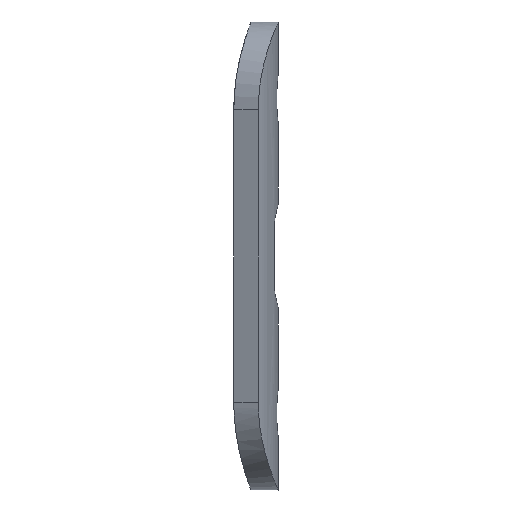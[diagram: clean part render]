
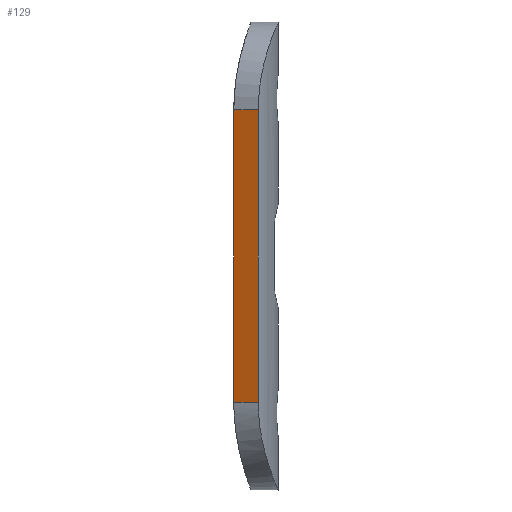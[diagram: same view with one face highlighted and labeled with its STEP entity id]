
A CAD part, left-side view. The second image highlights one B-rep face of the part: STEP entity #129.
In plain terms, the highlighted planar face has unit normal (-0.902, 0.431, 0).
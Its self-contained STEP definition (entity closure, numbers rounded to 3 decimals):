
#28 = FACE_OUTER_BOUND ( 'NONE', #1046, .T. ) ;
#78 = EDGE_CURVE ( 'NONE', #1449, #1360, #860, .T. ) ;
#129 = ADVANCED_FACE ( 'NONE', ( #28 ), #878, .T. ) ;
#133 = ORIENTED_EDGE ( 'NONE', *, *, #668, .T. ) ;
#162 = VERTEX_POINT ( 'NONE', #999 ) ;
#165 = DIRECTION ( 'NONE',  ( 0., 0., 1. ) ) ;
#311 = DIRECTION ( 'NONE',  ( 0., 0., 1. ) ) ;
#362 = CARTESIAN_POINT ( 'NONE',  ( -12., -0.982, -20. ) ) ;
#423 = ORIENTED_EDGE ( 'NONE', *, *, #532, .F. ) ;
#512 = CARTESIAN_POINT ( 'NONE',  ( -12., -0.982, 0. ) ) ;
#532 = EDGE_CURVE ( 'NONE', #1360, #893, #1031, .T. ) ;
#593 = DIRECTION ( 'NONE',  ( 0.431, 0.902, 0. ) ) ;
#646 = LINE ( 'NONE', #1246, #1149 ) ;
#668 = EDGE_CURVE ( 'NONE', #162, #893, #646, .T. ) ;
#672 = CARTESIAN_POINT ( 'NONE',  ( -10.406, 2.357, 37. ) ) ;
#860 = LINE ( 'NONE', #362, #1408 ) ;
#878 = PLANE ( 'NONE',  #1186 ) ;
#889 = DIRECTION ( 'NONE',  ( 0.431, 0.902, 0. ) ) ;
#893 = VERTEX_POINT ( 'NONE', #1079 ) ;
#913 = LINE ( 'NONE', #1413, #1242 ) ;
#990 = VECTOR ( 'NONE', #165, 1000. ) ;
#999 = CARTESIAN_POINT ( 'NONE',  ( -12., -0.982, 20. ) ) ;
#1004 = DIRECTION ( 'NONE',  ( -0.902, 0.431, 0. ) ) ;
#1031 = LINE ( 'NONE', #672, #990 ) ;
#1046 = EDGE_LOOP ( 'NONE', ( #1529, #1289, #133, #423 ) ) ;
#1079 = CARTESIAN_POINT ( 'NONE',  ( -10.406, 2.357, 20. ) ) ;
#1149 = VECTOR ( 'NONE', #889, 1000. ) ;
#1186 = AXIS2_PLACEMENT_3D ( 'NONE', #512, #1004, #1498 ) ;
#1242 = VECTOR ( 'NONE', #311, 1000. ) ;
#1246 = CARTESIAN_POINT ( 'NONE',  ( -12., -0.982, 20. ) ) ;
#1258 = CARTESIAN_POINT ( 'NONE',  ( -12., -0.982, -20. ) ) ;
#1274 = CARTESIAN_POINT ( 'NONE',  ( -10.406, 2.357, -20. ) ) ;
#1289 = ORIENTED_EDGE ( 'NONE', *, *, #1431, .T. ) ;
#1360 = VERTEX_POINT ( 'NONE', #1274 ) ;
#1408 = VECTOR ( 'NONE', #593, 1000. ) ;
#1413 = CARTESIAN_POINT ( 'NONE',  ( -12., -0.982, 37. ) ) ;
#1431 = EDGE_CURVE ( 'NONE', #1449, #162, #913, .T. ) ;
#1449 = VERTEX_POINT ( 'NONE', #1258 ) ;
#1498 = DIRECTION ( 'NONE',  ( 0., 0., -1. ) ) ;
#1529 = ORIENTED_EDGE ( 'NONE', *, *, #78, .F. ) ;
